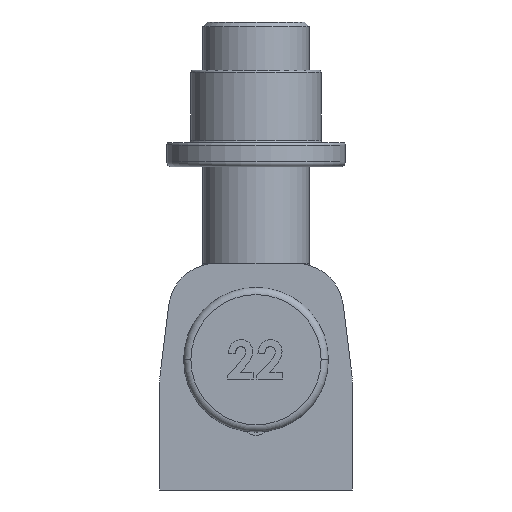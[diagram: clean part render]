
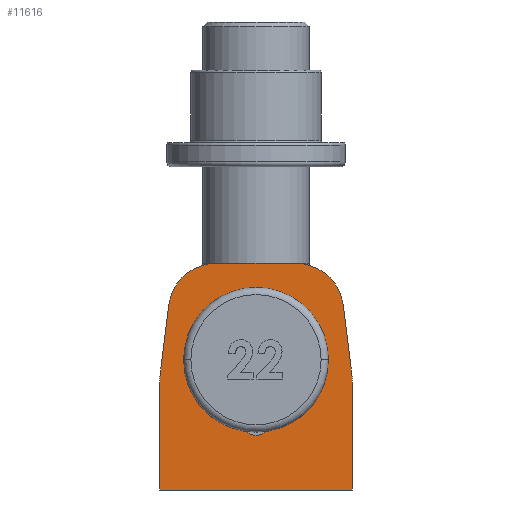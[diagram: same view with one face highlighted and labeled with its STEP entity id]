
A CAD part, front view. The second image highlights one B-rep face of the part: STEP entity #11616.
In plain terms, the highlighted planar face has unit normal (0, -1, 0).
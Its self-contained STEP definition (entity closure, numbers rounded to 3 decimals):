
#221 = VERTEX_POINT ( 'NONE', #14909 ) ;
#402 = EDGE_CURVE ( 'NONE', #5090, #6464, #7000, .T. ) ;
#623 = VERTEX_POINT ( 'NONE', #15334 ) ;
#719 = CARTESIAN_POINT ( 'NONE',  ( 17., -4., 23.5 ) ) ;
#880 = DIRECTION ( 'NONE',  ( 0., 0., -1. ) ) ;
#883 = VERTEX_POINT ( 'NONE', #6394 ) ;
#889 = DIRECTION ( 'NONE',  ( 0., 0., -1. ) ) ;
#1038 = DIRECTION ( 'NONE',  ( 0., 0., -1. ) ) ;
#1247 = DIRECTION ( 'NONE',  ( 0., 0., -1. ) ) ;
#1395 = FACE_BOUND ( 'NONE', #1807, .T. ) ;
#1406 = CIRCLE ( 'NONE', #14851, 10. ) ;
#1466 = ORIENTED_EDGE ( 'NONE', *, *, #8343, .T. ) ;
#1707 = CIRCLE ( 'NONE', #6314, 10. ) ;
#1715 = AXIS2_PLACEMENT_3D ( 'NONE', #3473, #13056, #880 ) ;
#1733 = VECTOR ( 'NONE', #9433, 1000. ) ;
#1807 = EDGE_LOOP ( 'NONE', ( #14402, #11798, #6026, #5841, #1466 ) ) ;
#1822 = VECTOR ( 'NONE', #2552, 1000. ) ;
#1892 = DIRECTION ( 'NONE',  ( 0., 0., -1. ) ) ;
#1992 = DIRECTION ( 'NONE',  ( 0.124, 0., -0.992 ) ) ;
#2140 = LINE ( 'NONE', #8158, #1733 ) ;
#2276 = CARTESIAN_POINT ( 'NONE',  ( -8.172, -4., 23.5 ) ) ;
#2552 = DIRECTION ( 'NONE',  ( 0., 0., 1. ) ) ;
#2635 = DIRECTION ( 'NONE',  ( -1., 0., 0. ) ) ;
#2669 = VERTEX_POINT ( 'NONE', #15688 ) ;
#3087 = CARTESIAN_POINT ( 'NONE',  ( 19.923, -4., 0.118 ) ) ;
#3162 = CARTESIAN_POINT ( 'NONE',  ( 2.9, -4., -9.3 ) ) ;
#3295 = ORIENTED_EDGE ( 'NONE', *, *, #7662, .T. ) ;
#3459 = EDGE_CURVE ( 'NONE', #4890, #9794, #4199, .T. ) ;
#3473 = CARTESIAN_POINT ( 'NONE',  ( -8.172, -4., 13.5 ) ) ;
#3929 = EDGE_CURVE ( 'NONE', #5090, #221, #12735, .T. ) ;
#4199 = CIRCLE ( 'NONE', #11379, 2.9 ) ;
#4379 = DIRECTION ( 'NONE',  ( 1., 0., 0. ) ) ;
#4400 = DIRECTION ( 'NONE',  ( 0., 0., -1. ) ) ;
#4428 = CARTESIAN_POINT ( 'NONE',  ( -2.9, -4., -9.3 ) ) ;
#4485 = VECTOR ( 'NONE', #5826, 1000. ) ;
#4508 = CIRCLE ( 'NONE', #7967, 10. ) ;
#4890 = VERTEX_POINT ( 'NONE', #6878 ) ;
#4963 = EDGE_CURVE ( 'NONE', #7890, #883, #8369, .T. ) ;
#5090 = VERTEX_POINT ( 'NONE', #2276 ) ;
#5112 = CARTESIAN_POINT ( 'NONE',  ( 0., -4., -9.3 ) ) ;
#5308 = DIRECTION ( 'NONE',  ( 0., 0., 1. ) ) ;
#5365 = CARTESIAN_POINT ( 'NONE',  ( 18.095, -4., 14.74 ) ) ;
#5683 = EDGE_CURVE ( 'NONE', #883, #9407, #9493, .T. ) ;
#5826 = DIRECTION ( 'NONE',  ( 0., 0., -1. ) ) ;
#5841 = ORIENTED_EDGE ( 'NONE', *, *, #3459, .T. ) ;
#5853 = LINE ( 'NONE', #11670, #15114 ) ;
#6026 = ORIENTED_EDGE ( 'NONE', *, *, #6318, .T. ) ;
#6042 = DIRECTION ( 'NONE',  ( 0., 0., -1. ) ) ;
#6314 = AXIS2_PLACEMENT_3D ( 'NONE', #8175, #9242, #1892 ) ;
#6318 = EDGE_CURVE ( 'NONE', #9407, #4890, #8298, .T. ) ;
#6394 = CARTESIAN_POINT ( 'NONE',  ( -2.9, -4., -6.07 ) ) ;
#6411 = EDGE_CURVE ( 'NONE', #2669, #13812, #10600, .T. ) ;
#6464 = VERTEX_POINT ( 'NONE', #10856 ) ;
#6533 = CIRCLE ( 'NONE', #11003, 2.9 ) ;
#6878 = CARTESIAN_POINT ( 'NONE',  ( 2.9, -4., -9.3 ) ) ;
#7000 = LINE ( 'NONE', #719, #11171 ) ;
#7053 = EDGE_CURVE ( 'NONE', #13812, #623, #14720, .T. ) ;
#7142 = DIRECTION ( 'NONE',  ( 0., 1., 0. ) ) ;
#7169 = EDGE_CURVE ( 'NONE', #12570, #221, #2140, .T. ) ;
#7267 = PLANE ( 'NONE',  #8864 ) ;
#7568 = VECTOR ( 'NONE', #5308, 1000. ) ;
#7662 = EDGE_CURVE ( 'NONE', #14994, #6464, #1707, .T. ) ;
#7890 = VERTEX_POINT ( 'NONE', #4428 ) ;
#7963 = CARTESIAN_POINT ( 'NONE',  ( 2.9, -4., -6.07 ) ) ;
#7967 = AXIS2_PLACEMENT_3D ( 'NONE', #12006, #8463, #889 ) ;
#8158 = CARTESIAN_POINT ( 'NONE',  ( -17., -4., 23.5 ) ) ;
#8175 = CARTESIAN_POINT ( 'NONE',  ( 8.172, -4., 13.5 ) ) ;
#8298 = LINE ( 'NONE', #3162, #13787 ) ;
#8343 = EDGE_CURVE ( 'NONE', #9794, #7890, #6533, .T. ) ;
#8369 = LINE ( 'NONE', #14903, #1822 ) ;
#8382 = CARTESIAN_POINT ( 'NONE',  ( -19.923, -4., 0.118 ) ) ;
#8463 = DIRECTION ( 'NONE',  ( 0., -1., 0. ) ) ;
#8676 = ORIENTED_EDGE ( 'NONE', *, *, #7169, .F. ) ;
#8864 = AXIS2_PLACEMENT_3D ( 'NONE', #11866, #13081, #9549 ) ;
#9090 = ORIENTED_EDGE ( 'NONE', *, *, #12880, .F. ) ;
#9197 = EDGE_LOOP ( 'NONE', ( #8676, #11176, #9090, #10519, #12355, #13677, #14399, #3295, #10714, #9591 ) ) ;
#9242 = DIRECTION ( 'NONE',  ( 0., -1., 0. ) ) ;
#9407 = VERTEX_POINT ( 'NONE', #7963 ) ;
#9433 = DIRECTION ( 'NONE',  ( 0.124, 0., 0.992 ) ) ;
#9493 = CIRCLE ( 'NONE', #11493, 10. ) ;
#9549 = DIRECTION ( 'NONE',  ( 0., 0., -1. ) ) ;
#9591 = ORIENTED_EDGE ( 'NONE', *, *, #3929, .T. ) ;
#9794 = VERTEX_POINT ( 'NONE', #15757 ) ;
#9809 = DIRECTION ( 'NONE',  ( 0., 1., 0. ) ) ;
#9980 = CARTESIAN_POINT ( 'NONE',  ( -20., -4., -23.5 ) ) ;
#10519 = ORIENTED_EDGE ( 'NONE', *, *, #7053, .F. ) ;
#10600 = LINE ( 'NONE', #15574, #4485 ) ;
#10714 = ORIENTED_EDGE ( 'NONE', *, *, #402, .F. ) ;
#10856 = CARTESIAN_POINT ( 'NONE',  ( 8.172, -4., 23.5 ) ) ;
#10929 = VERTEX_POINT ( 'NONE', #11026 ) ;
#11003 = AXIS2_PLACEMENT_3D ( 'NONE', #5112, #7142, #1038 ) ;
#11024 = DIRECTION ( 'NONE',  ( 0., 0., 1. ) ) ;
#11026 = CARTESIAN_POINT ( 'NONE',  ( -20., -4., -1.123 ) ) ;
#11171 = VECTOR ( 'NONE', #4379, 1000. ) ;
#11176 = ORIENTED_EDGE ( 'NONE', *, *, #12154, .T. ) ;
#11320 = CARTESIAN_POINT ( 'NONE',  ( -20., -4., -0.5 ) ) ;
#11379 = AXIS2_PLACEMENT_3D ( 'NONE', #13327, #9809, #6042 ) ;
#11493 = AXIS2_PLACEMENT_3D ( 'NONE', #14707, #14543, #11024 ) ;
#11616 = ADVANCED_FACE ( 'NONE', ( #13428, #1395 ), #7267, .T. ) ;
#11670 = CARTESIAN_POINT ( 'NONE',  ( 20., -4., -0.5 ) ) ;
#11798 = ORIENTED_EDGE ( 'NONE', *, *, #5683, .T. ) ;
#11866 = CARTESIAN_POINT ( 'NONE',  ( 0., -4., 0. ) ) ;
#12006 = CARTESIAN_POINT ( 'NONE',  ( 10., -4., -1.123 ) ) ;
#12154 = EDGE_CURVE ( 'NONE', #12570, #10929, #1406, .T. ) ;
#12243 = DIRECTION ( 'NONE',  ( 0., -1., 0. ) ) ;
#12341 = VERTEX_POINT ( 'NONE', #3087 ) ;
#12355 = ORIENTED_EDGE ( 'NONE', *, *, #6411, .F. ) ;
#12570 = VERTEX_POINT ( 'NONE', #8382 ) ;
#12619 = VECTOR ( 'NONE', #2635, 1000. ) ;
#12735 = CIRCLE ( 'NONE', #1715, 10. ) ;
#12880 = EDGE_CURVE ( 'NONE', #623, #10929, #13605, .T. ) ;
#13036 = EDGE_CURVE ( 'NONE', #2669, #12341, #4508, .T. ) ;
#13056 = DIRECTION ( 'NONE',  ( 0., -1., 0. ) ) ;
#13081 = DIRECTION ( 'NONE',  ( 0., -1., 0. ) ) ;
#13327 = CARTESIAN_POINT ( 'NONE',  ( 0., -4., -9.3 ) ) ;
#13428 = FACE_OUTER_BOUND ( 'NONE', #9197, .T. ) ;
#13605 = LINE ( 'NONE', #11320, #7568 ) ;
#13677 = ORIENTED_EDGE ( 'NONE', *, *, #13036, .T. ) ;
#13787 = VECTOR ( 'NONE', #4400, 1000. ) ;
#13812 = VERTEX_POINT ( 'NONE', #13931 ) ;
#13831 = EDGE_CURVE ( 'NONE', #14994, #12341, #5853, .T. ) ;
#13931 = CARTESIAN_POINT ( 'NONE',  ( 20., -4., -23.5 ) ) ;
#14399 = ORIENTED_EDGE ( 'NONE', *, *, #13831, .F. ) ;
#14402 = ORIENTED_EDGE ( 'NONE', *, *, #4963, .T. ) ;
#14543 = DIRECTION ( 'NONE',  ( 0., 1., 0. ) ) ;
#14696 = CARTESIAN_POINT ( 'NONE',  ( -10., -4., -1.123 ) ) ;
#14707 = CARTESIAN_POINT ( 'NONE',  ( 0., -4., 3.5 ) ) ;
#14720 = LINE ( 'NONE', #9980, #12619 ) ;
#14851 = AXIS2_PLACEMENT_3D ( 'NONE', #14696, #12243, #1247 ) ;
#14903 = CARTESIAN_POINT ( 'NONE',  ( -2.9, -4., -6.07 ) ) ;
#14909 = CARTESIAN_POINT ( 'NONE',  ( -18.095, -4., 14.74 ) ) ;
#14994 = VERTEX_POINT ( 'NONE', #5365 ) ;
#15114 = VECTOR ( 'NONE', #1992, 1000. ) ;
#15334 = CARTESIAN_POINT ( 'NONE',  ( -20., -4., -23.5 ) ) ;
#15574 = CARTESIAN_POINT ( 'NONE',  ( 20., -4., -23.5 ) ) ;
#15688 = CARTESIAN_POINT ( 'NONE',  ( 20., -4., -1.123 ) ) ;
#15757 = CARTESIAN_POINT ( 'NONE',  ( 0., -4., -12.2 ) ) ;
